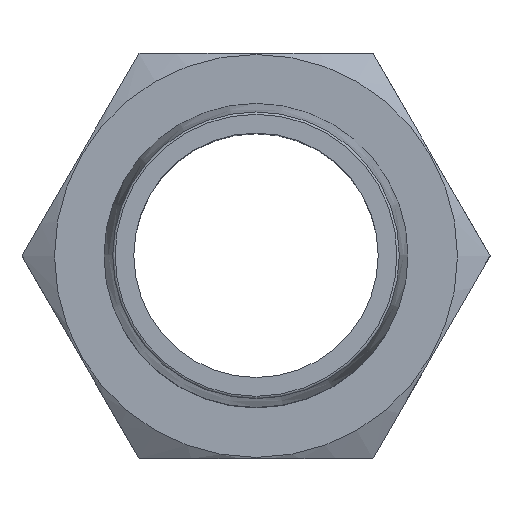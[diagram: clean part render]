
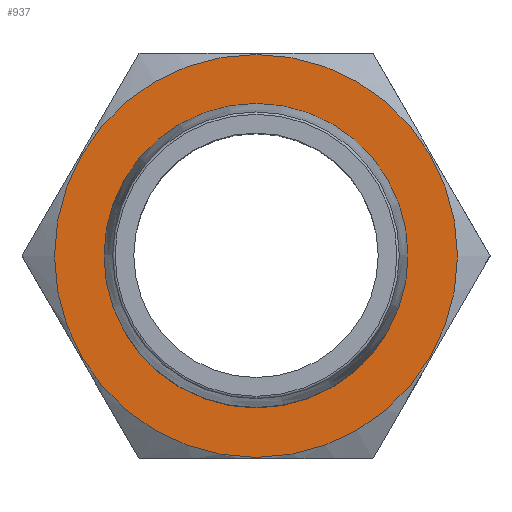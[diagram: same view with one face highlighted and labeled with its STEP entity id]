
A CAD part, top view. The second image highlights one B-rep face of the part: STEP entity #937.
In plain terms, the highlighted face is planar.
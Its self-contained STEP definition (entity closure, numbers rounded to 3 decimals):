
#469=ORIENTED_EDGE('',*,*,#594,.T.);
#470=ORIENTED_EDGE('',*,*,#600,.F.);
#536=CIRCLE('',#867,16.9);
#537=CIRCLE('',#874,12.75);
#561=VERTEX_POINT('',#984);
#566=VERTEX_POINT('',#996);
#594=EDGE_CURVE('',#561,#561,#536,.T.);
#600=EDGE_CURVE('',#566,#566,#537,.T.);
#632=EDGE_LOOP('',(#469));
#633=EDGE_LOOP('',(#470));
#682=FACE_BOUND('',#632,.T.);
#683=FACE_BOUND('',#633,.T.);
#747=DIRECTION('',(0.,1.,0.));
#748=DIRECTION('',(16.9,0.,0.));
#759=DIRECTION('',(0.,1.,0.));
#760=DIRECTION('',(1.,0.,0.));
#761=DIRECTION('',(0.,1.,0.));
#762=DIRECTION('',(12.75,0.,0.));
#867=AXIS2_PLACEMENT_3D('',#985,#747,#748);
#873=AXIS2_PLACEMENT_3D('',#995,#759,#760);
#874=AXIS2_PLACEMENT_3D('',#997,#761,#762);
#922=PLANE('',#873);
#937=ADVANCED_FACE('',(#682,#683),#922,.T.);
#984=CARTESIAN_POINT('',(41.844,39.773,0.));
#985=CARTESIAN_POINT('',(24.944,39.773,0.));
#995=CARTESIAN_POINT('',(41.844,39.773,0.));
#996=CARTESIAN_POINT('',(37.694,39.773,0.));
#997=CARTESIAN_POINT('',(24.944,39.773,0.));
